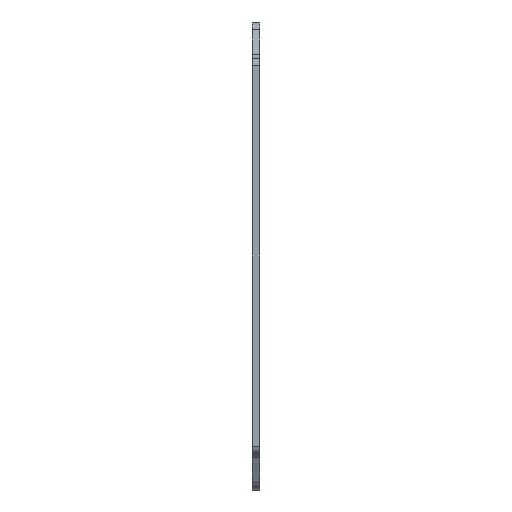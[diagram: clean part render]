
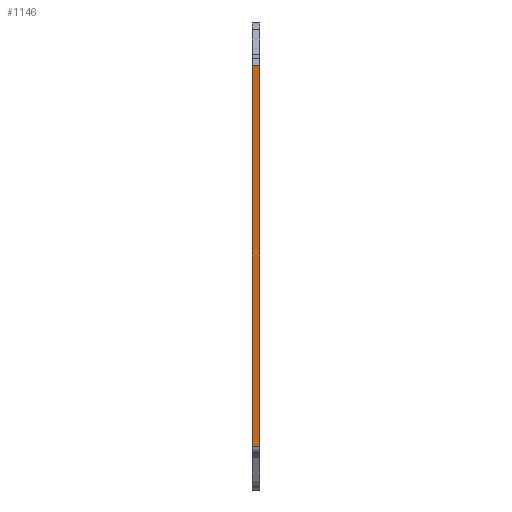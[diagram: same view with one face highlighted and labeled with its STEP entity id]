
A CAD part, left-side view. The second image highlights one B-rep face of the part: STEP entity #1146.
In plain terms, the highlighted planar face has unit normal (-1, 0, 0).
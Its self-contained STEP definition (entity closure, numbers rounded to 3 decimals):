
#472 = DIRECTION ( 'NONE',  ( 0., 0., 1. ) ) ;
#725 = EDGE_LOOP ( 'NONE', ( #4956, #1284, #3019, #11141 ) ) ;
#1024 = VECTOR ( 'NONE', #5177, 1000. ) ;
#1099 = LINE ( 'NONE', #2960, #1024 ) ;
#1146 = ADVANCED_FACE ( 'NONE', ( #11191 ), #13196, .F. ) ;
#1284 = ORIENTED_EDGE ( 'NONE', *, *, #6125, .T. ) ;
#1841 = VERTEX_POINT ( 'NONE', #4599 ) ;
#2159 = DIRECTION ( 'NONE',  ( 0., -1., 0. ) ) ;
#2788 = EDGE_CURVE ( 'NONE', #3315, #1841, #1099, .T. ) ;
#2960 = CARTESIAN_POINT ( 'NONE',  ( 11.906, 1.5, -10. ) ) ;
#3019 = ORIENTED_EDGE ( 'NONE', *, *, #2788, .F. ) ;
#3193 = LINE ( 'NONE', #9344, #13656 ) ;
#3315 = VERTEX_POINT ( 'NONE', #6585 ) ;
#4092 = LINE ( 'NONE', #6239, #9947 ) ;
#4599 = CARTESIAN_POINT ( 'NONE',  ( 11.906, 1.5, 84.225 ) ) ;
#4679 = AXIS2_PLACEMENT_3D ( 'NONE', #7954, #9065, #13271 ) ;
#4901 = EDGE_CURVE ( 'NONE', #3315, #9096, #4092, .T. ) ;
#4956 = ORIENTED_EDGE ( 'NONE', *, *, #9251, .T. ) ;
#5177 = DIRECTION ( 'NONE',  ( 0., 0., 1. ) ) ;
#6125 = EDGE_CURVE ( 'NONE', #7180, #1841, #3193, .T. ) ;
#6239 = CARTESIAN_POINT ( 'NONE',  ( 11.906, 1.5, 11.025 ) ) ;
#6585 = CARTESIAN_POINT ( 'NONE',  ( 11.906, 1.5, 11.025 ) ) ;
#7180 = VERTEX_POINT ( 'NONE', #9796 ) ;
#7404 = DIRECTION ( 'NONE',  ( 0., 1., 0. ) ) ;
#7954 = CARTESIAN_POINT ( 'NONE',  ( 11.906, 1.5, -10. ) ) ;
#9065 = DIRECTION ( 'NONE',  ( 1., 0., 0. ) ) ;
#9096 = VERTEX_POINT ( 'NONE', #9458 ) ;
#9251 = EDGE_CURVE ( 'NONE', #9096, #7180, #13035, .T. ) ;
#9344 = CARTESIAN_POINT ( 'NONE',  ( 11.906, 1.5, 84.225 ) ) ;
#9458 = CARTESIAN_POINT ( 'NONE',  ( 11.906, 0., 11.025 ) ) ;
#9796 = CARTESIAN_POINT ( 'NONE',  ( 11.906, 0., 84.225 ) ) ;
#9947 = VECTOR ( 'NONE', #2159, 1000. ) ;
#11141 = ORIENTED_EDGE ( 'NONE', *, *, #4901, .T. ) ;
#11191 = FACE_OUTER_BOUND ( 'NONE', #725, .T. ) ;
#11355 = VECTOR ( 'NONE', #472, 1000. ) ;
#11939 = CARTESIAN_POINT ( 'NONE',  ( 11.906, 0., -10. ) ) ;
#13035 = LINE ( 'NONE', #11939, #11355 ) ;
#13196 = PLANE ( 'NONE',  #4679 ) ;
#13271 = DIRECTION ( 'NONE',  ( 0., 0., -1. ) ) ;
#13656 = VECTOR ( 'NONE', #7404, 1000. ) ;
